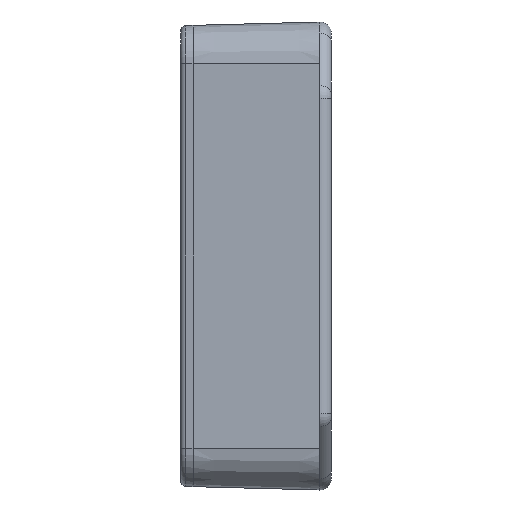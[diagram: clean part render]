
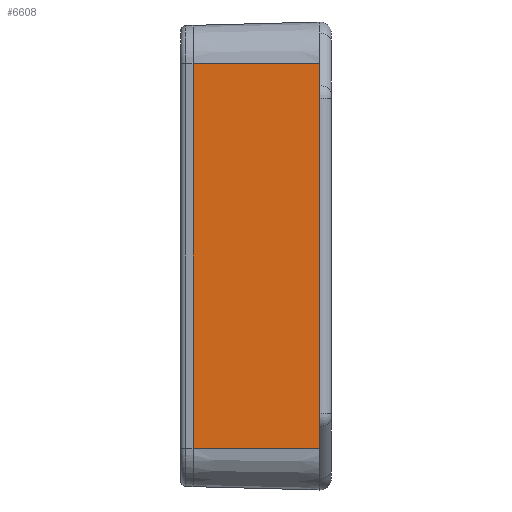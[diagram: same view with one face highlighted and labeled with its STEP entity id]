
A CAD part, left-side view. The second image highlights one B-rep face of the part: STEP entity #6608.
In plain terms, the highlighted planar face has unit normal (-1, 0.026, 0).
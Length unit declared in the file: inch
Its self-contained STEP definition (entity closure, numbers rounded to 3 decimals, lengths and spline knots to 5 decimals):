
#194 = DIRECTION ( 'NONE',  ( 0., 0., 1. ) ) ;
#235 = VECTOR ( 'NONE', #6999, 39.37008 ) ;
#314 = EDGE_CURVE ( 'NONE', #3536, #14443, #10560, .T. ) ;
#973 = VECTOR ( 'NONE', #2364, 39.37008 ) ;
#1092 = VECTOR ( 'NONE', #6272, 39.37008 ) ;
#1685 = EDGE_CURVE ( 'NONE', #13008, #8696, #15283, .T. ) ;
#2050 = PLANE ( 'NONE',  #2650 ) ;
#2193 = EDGE_CURVE ( 'NONE', #8696, #14443, #8135, .T. ) ;
#2364 = DIRECTION ( 'NONE',  ( 0.026, 1., 0. ) ) ;
#2640 = ORIENTED_EDGE ( 'NONE', *, *, #314, .F. ) ;
#2650 = AXIS2_PLACEMENT_3D ( 'NONE', #8391, #12316, #10934 ) ;
#3536 = VERTEX_POINT ( 'NONE', #7286 ) ;
#3660 = CARTESIAN_POINT ( 'NONE',  ( -4.125, 0., -2.0834 ) ) ;
#4040 = CARTESIAN_POINT ( 'NONE',  ( -4.16101, -1.375, 2.0834 ) ) ;
#4817 = CARTESIAN_POINT ( 'NONE',  ( -4.16101, -1.375, 2.0834 ) ) ;
#5976 = ORIENTED_EDGE ( 'NONE', *, *, #1685, .T. ) ;
#6145 = CARTESIAN_POINT ( 'NONE',  ( -4.125, 0., 2.0834 ) ) ;
#6272 = DIRECTION ( 'NONE',  ( 0.026, 1., 0. ) ) ;
#6339 = EDGE_CURVE ( 'NONE', #13008, #3536, #13601, .T. ) ;
#6608 = ADVANCED_FACE ( 'NONE', ( #10613 ), #2050, .T. ) ;
#6999 = DIRECTION ( 'NONE',  ( 0., 0., 1. ) ) ;
#7286 = CARTESIAN_POINT ( 'NONE',  ( -4.125, 0., -2.0834 ) ) ;
#8135 = LINE ( 'NONE', #9969, #973 ) ;
#8391 = CARTESIAN_POINT ( 'NONE',  ( -4.125, 0., -2.0834 ) ) ;
#8696 = VERTEX_POINT ( 'NONE', #4040 ) ;
#9535 = CARTESIAN_POINT ( 'NONE',  ( -4.125, 0., -2.0834 ) ) ;
#9969 = CARTESIAN_POINT ( 'NONE',  ( -4.125, 0., 2.0834 ) ) ;
#10560 = LINE ( 'NONE', #9535, #235 ) ;
#10613 = FACE_OUTER_BOUND ( 'NONE', #13682, .T. ) ;
#10934 = DIRECTION ( 'NONE',  ( -0.026, -1., 0. ) ) ;
#11841 = CARTESIAN_POINT ( 'NONE',  ( -4.16101, -1.375, -2.0834 ) ) ;
#12270 = ORIENTED_EDGE ( 'NONE', *, *, #2193, .T. ) ;
#12316 = DIRECTION ( 'NONE',  ( -1., 0.026, 0. ) ) ;
#12699 = VECTOR ( 'NONE', #194, 39.37008 ) ;
#13008 = VERTEX_POINT ( 'NONE', #11841 ) ;
#13498 = ORIENTED_EDGE ( 'NONE', *, *, #6339, .F. ) ;
#13601 = LINE ( 'NONE', #3660, #1092 ) ;
#13682 = EDGE_LOOP ( 'NONE', ( #2640, #13498, #5976, #12270 ) ) ;
#14443 = VERTEX_POINT ( 'NONE', #6145 ) ;
#15283 = LINE ( 'NONE', #4817, #12699 ) ;
